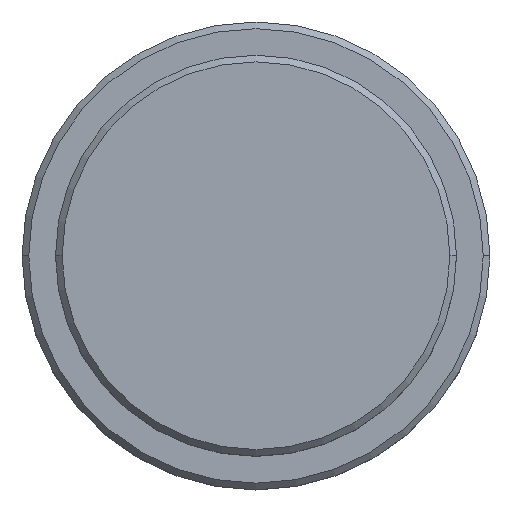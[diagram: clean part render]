
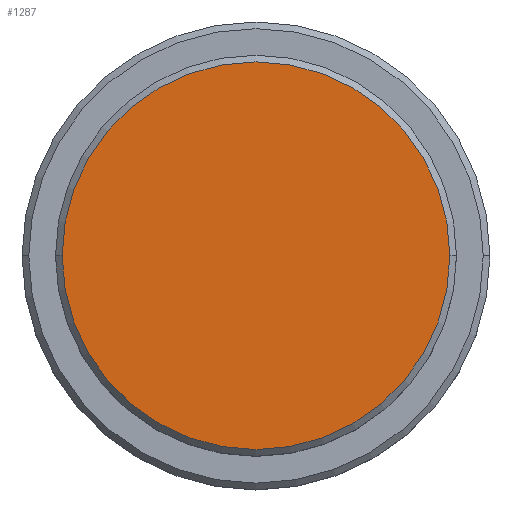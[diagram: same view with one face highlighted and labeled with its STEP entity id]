
A CAD part, top view. The second image highlights one B-rep face of the part: STEP entity #1287.
In plain terms, the highlighted planar face has unit normal (0, 0, 1).
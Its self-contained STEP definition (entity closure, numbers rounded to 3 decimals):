
#88 = DIRECTION ( 'NONE',  ( 1., 0., 0. ) ) ;
#101 = DIRECTION ( 'NONE',  ( 0., 0., 1. ) ) ;
#227 = CARTESIAN_POINT ( 'NONE',  ( 14.5, 0., 0. ) ) ;
#268 = AXIS2_PLACEMENT_3D ( 'NONE', #1272, #1058, #88 ) ;
#506 = FACE_OUTER_BOUND ( 'NONE', #947, .T. ) ;
#536 = CIRCLE ( 'NONE', #268, 14.5 ) ;
#624 = VERTEX_POINT ( 'NONE', #990 ) ;
#658 = ORIENTED_EDGE ( 'NONE', *, *, #1043, .T. ) ;
#709 = ORIENTED_EDGE ( 'NONE', *, *, #942, .T. ) ;
#734 = DIRECTION ( 'NONE',  ( 0., 0., 1. ) ) ;
#860 = DIRECTION ( 'NONE',  ( 1., 0., 0. ) ) ;
#867 = CARTESIAN_POINT ( 'NONE',  ( 0., 0., 0. ) ) ;
#942 = EDGE_CURVE ( 'NONE', #1385, #624, #536, .T. ) ;
#947 = EDGE_LOOP ( 'NONE', ( #658, #709 ) ) ;
#990 = CARTESIAN_POINT ( 'NONE',  ( -14.5, 0., 0. ) ) ;
#1036 = PLANE ( 'NONE',  #1102 ) ;
#1043 = EDGE_CURVE ( 'NONE', #624, #1385, #1248, .T. ) ;
#1058 = DIRECTION ( 'NONE',  ( 0., 0., 1. ) ) ;
#1102 = AXIS2_PLACEMENT_3D ( 'NONE', #1358, #734, #1149 ) ;
#1149 = DIRECTION ( 'NONE',  ( 1., 0., 0. ) ) ;
#1190 = AXIS2_PLACEMENT_3D ( 'NONE', #867, #101, #860 ) ;
#1248 = CIRCLE ( 'NONE', #1190, 14.5 ) ;
#1272 = CARTESIAN_POINT ( 'NONE',  ( 0., 0., 0. ) ) ;
#1287 = ADVANCED_FACE ( 'NONE', ( #506 ), #1036, .T. ) ;
#1358 = CARTESIAN_POINT ( 'NONE',  ( 0., 0., 0. ) ) ;
#1385 = VERTEX_POINT ( 'NONE', #227 ) ;
